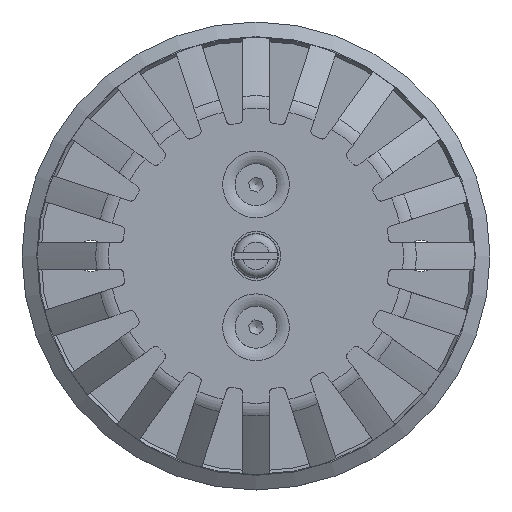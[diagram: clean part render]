
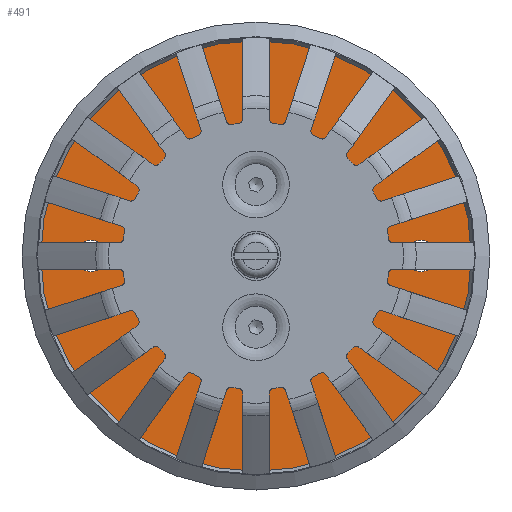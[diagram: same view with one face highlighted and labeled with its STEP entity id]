
A CAD part, top view. The second image highlights one B-rep face of the part: STEP entity #491.
In plain terms, the highlighted planar face has unit normal (0, 0, 1).
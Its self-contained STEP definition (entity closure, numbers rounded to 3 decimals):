
#491=ADVANCED_FACE('',(#6356,#6358,#6360,#6362),#6364,.T.);
#6356=FACE_BOUND('',#6357,.T.);
#6357=EDGE_LOOP('',(#8858));
#6358=FACE_BOUND('',#6359,.T.);
#6359=EDGE_LOOP('',(#8859));
#6360=FACE_BOUND('',#6361,.T.);
#6361=EDGE_LOOP('',(#8860));
#6362=FACE_BOUND('',#6363,.T.);
#6363=EDGE_LOOP('',(#8861));
#6364=PLANE('',#6365);
#6365=AXIS2_PLACEMENT_3D('',#6366,#6367,#6368);
#6366=CARTESIAN_POINT('',(0.,0.,51.));
#6367=DIRECTION('',(0.,0.,1.));
#6368=DIRECTION('',(0.,1.,0.));
#8858=ORIENTED_EDGE('',*,*,#10681,.F.);
#8859=ORIENTED_EDGE('',*,*,#10643,.T.);
#8860=ORIENTED_EDGE('',*,*,#10644,.T.);
#8861=ORIENTED_EDGE('',*,*,#10682,.T.);
#10643=EDGE_CURVE('',#11611,#11611,#11612,.F.);
#10644=EDGE_CURVE('',#11613,#11613,#11614,.F.);
#10681=EDGE_CURVE('',#11687,#11687,#11688,.T.);
#10682=EDGE_CURVE('',#11689,#11689,#11690,.T.);
#11611=VERTEX_POINT('',#15853);
#11612=CIRCLE('',#15854,3.5);
#11613=VERTEX_POINT('',#15858);
#11614=CIRCLE('',#15859,3.5);
#11687=VERTEX_POINT('',#16035);
#11688=CIRCLE('',#16036,48.3);
#11689=VERTEX_POINT('',#16040);
#11690=CIRCLE('',#16041,26.5);
#15853=CARTESIAN_POINT('',(37.,-3.5,51.));
#15854=AXIS2_PLACEMENT_3D('',#15855,#15856,#15857);
#15855=CARTESIAN_POINT('',(37.,0.,51.));
#15856=DIRECTION('',(0.,0.,1.));
#15857=DIRECTION('',(0.,-1.,0.));
#15858=CARTESIAN_POINT('',(-37.,-3.5,51.));
#15859=AXIS2_PLACEMENT_3D('',#15860,#15861,#15862);
#15860=CARTESIAN_POINT('',(-37.,0.,51.));
#15861=DIRECTION('',(0.,0.,1.));
#15862=DIRECTION('',(0.,-1.,0.));
#16035=CARTESIAN_POINT('',(0.,48.3,51.));
#16036=AXIS2_PLACEMENT_3D('',#16037,#16038,#16039);
#16037=CARTESIAN_POINT('',(0.,0.,51.));
#16038=DIRECTION('',(0.,0.,-1.));
#16039=DIRECTION('',(0.,1.,0.));
#16040=CARTESIAN_POINT('',(0.,26.5,51.));
#16041=AXIS2_PLACEMENT_3D('',#16042,#16043,#16044);
#16042=CARTESIAN_POINT('',(0.,0.,51.));
#16043=DIRECTION('',(0.,0.,-1.));
#16044=DIRECTION('',(0.,1.,0.));
